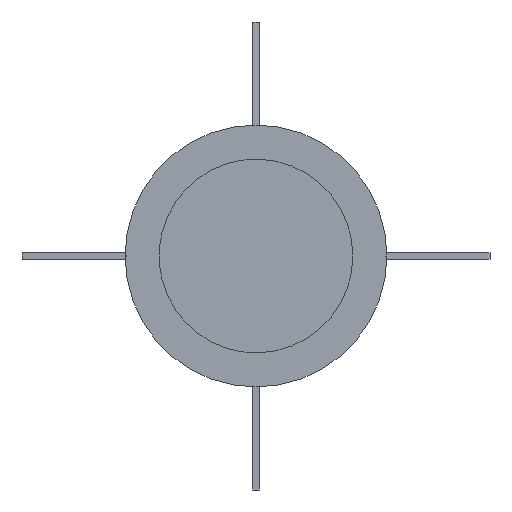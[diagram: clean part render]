
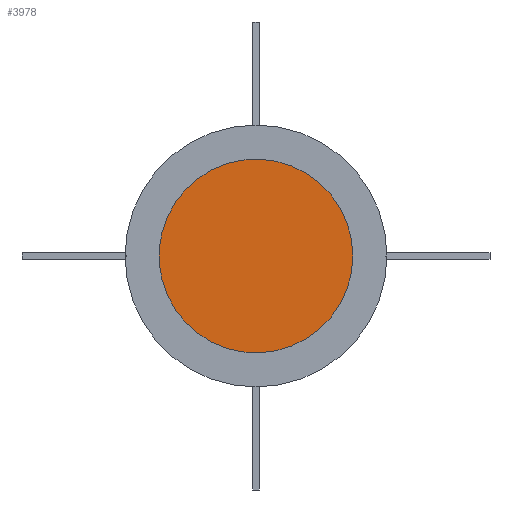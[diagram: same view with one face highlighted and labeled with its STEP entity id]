
A CAD part, left-side view. The second image highlights one B-rep face of the part: STEP entity #3978.
In plain terms, the highlighted free-form (B-spline) face has degree [1, 1] with [2, 2] control points.
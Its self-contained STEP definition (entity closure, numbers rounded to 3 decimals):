
#3978 = ADVANCED_FACE('',(#3979),#4005,.T.);
#3979 = FACE_BOUND('',#3980,.T.);
#3980 = EDGE_LOOP('',(#3981,#4033));
#3981 = ORIENTED_EDGE('',*,*,#3982,.F.);
#3982 = EDGE_CURVE('',#3983,#3985,#3987,.T.);
#3983 = VERTEX_POINT('',#3984);
#3984 = CARTESIAN_POINT('',(317507.62,-15240.,0.));
#3985 = VERTEX_POINT('',#3986);
#3986 = CARTESIAN_POINT('',(317507.62,15240.,0.));
#3987 = SURFACE_CURVE('',#3988,(#4004),.PCURVE_S1.);
#3988 = B_SPLINE_CURVE_WITH_KNOTS('',3,(#3989,#3990,#3991,#3992,#3993,
    #3994,#3995,#3996,#3997,#3998,#3999,#4000,#4001,#4002,#4003),
  .UNSPECIFIED.,.F.,.F.,(4,1,1,1,1,1,1,1,1,1,1,1,4),(0.,
    0.083,0.167,0.25,0.333,
    0.417,0.5,0.583,0.667,0.75,0.833
    ,0.917,1.),.UNSPECIFIED.);
#3989 = CARTESIAN_POINT('',(317507.62,-15240.,0.));
#3990 = CARTESIAN_POINT('',(317507.62,-15234.102,
    -1359.601));
#3991 = CARTESIAN_POINT('',(317507.62,-14892.566,
    -3975.936));
#3992 = CARTESIAN_POINT('',(317507.62,-13349.122,
    -7711.236));
#3993 = CARTESIAN_POINT('',(317507.62,-10900.308,
    -10899.122));
#3994 = CARTESIAN_POINT('',(317507.62,-7707.49,
    -13350.122));
#3995 = CARTESIAN_POINT('',(317507.62,-3989.731,
    -14889.753));
#3996 = CARTESIAN_POINT('',(317507.62,0.,
    -15415.124));
#3997 = CARTESIAN_POINT('',(317507.62,3989.731,
    -14889.753));
#3998 = CARTESIAN_POINT('',(317507.62,7707.49,
    -13350.122));
#3999 = CARTESIAN_POINT('',(317507.62,10900.308,
    -10899.122));
#4000 = CARTESIAN_POINT('',(317507.62,13349.122,
    -7711.236));
#4001 = CARTESIAN_POINT('',(317507.62,14892.566,
    -3975.936));
#4002 = CARTESIAN_POINT('',(317507.62,15234.102,
    -1359.601));
#4003 = CARTESIAN_POINT('',(317507.62,15240.,0.));
#4004 = PCURVE('',#4005,#4010);
#4005 = B_SPLINE_SURFACE_WITH_KNOTS('',1,1,(
    (#4006,#4007)
    ,(#4008,#4009
    )),.UNSPECIFIED.,.F.,.F.,.F.,(2,2),(2,2),(-624.,624.),(-624.,624.),
  .PIECEWISE_BEZIER_KNOTS.);
#4006 = CARTESIAN_POINT('',(317507.62,-15849.6,15849.6));
#4007 = CARTESIAN_POINT('',(317507.62,-15849.6,-15849.6)
  );
#4008 = CARTESIAN_POINT('',(317507.62,15849.6,15849.6));
#4009 = CARTESIAN_POINT('',(317507.62,15849.6,-15849.6));
#4010 = DEFINITIONAL_REPRESENTATION('',(#4011),#4032);
#4011 = B_SPLINE_CURVE_WITH_KNOTS('',10,(#4012,#4013,#4014,#4015,#4016,
    #4017,#4018,#4019,#4020,#4021,#4022,#4023,#4024,#4025,#4026,#4027,
    #4028,#4029,#4030,#4031),.UNSPECIFIED.,.F.,.F.,(11,9,11),(0.,
    0.5,1.),.UNSPECIFIED.);
#4012 = CARTESIAN_POINT('',(-600.,0.));
#4013 = CARTESIAN_POINT('',(-600.3,96.35));
#4014 = CARTESIAN_POINT('',(-582.097,188.437));
#4015 = CARTESIAN_POINT('',(-554.103,270.603));
#4016 = CARTESIAN_POINT('',(-497.417,381.744));
#4017 = CARTESIAN_POINT('',(-442.836,421.082));
#4018 = CARTESIAN_POINT('',(-362.244,513.208));
#4019 = CARTESIAN_POINT('',(-280.027,546.526));
#4020 = CARTESIAN_POINT('',(-188.431,584.27));
#4021 = CARTESIAN_POINT('',(-94.246,600.));
#4022 = CARTESIAN_POINT('',(94.246,600.));
#4023 = CARTESIAN_POINT('',(188.431,584.27));
#4024 = CARTESIAN_POINT('',(280.027,546.526));
#4025 = CARTESIAN_POINT('',(362.244,513.208));
#4026 = CARTESIAN_POINT('',(442.836,421.082));
#4027 = CARTESIAN_POINT('',(497.417,381.744));
#4028 = CARTESIAN_POINT('',(554.103,270.603));
#4029 = CARTESIAN_POINT('',(582.097,188.437));
#4030 = CARTESIAN_POINT('',(600.3,96.35));
#4031 = CARTESIAN_POINT('',(600.,0.));
#4032 = ( GEOMETRIC_REPRESENTATION_CONTEXT(2) 
PARAMETRIC_REPRESENTATION_CONTEXT() REPRESENTATION_CONTEXT('2D SPACE',''
  ) );
#4033 = ORIENTED_EDGE('',*,*,#4034,.T.);
#4034 = EDGE_CURVE('',#3983,#3985,#4035,.T.);
#4035 = SURFACE_CURVE('',#4036,(#4052),.PCURVE_S1.);
#4036 = B_SPLINE_CURVE_WITH_KNOTS('',3,(#4037,#4038,#4039,#4040,#4041,
    #4042,#4043,#4044,#4045,#4046,#4047,#4048,#4049,#4050,#4051),
  .UNSPECIFIED.,.F.,.F.,(4,1,1,1,1,1,1,1,1,1,1,1,4),(0.,
    0.083,0.167,0.25,0.333,
    0.417,0.5,0.583,0.667,0.75,0.833
    ,0.917,1.),.UNSPECIFIED.);
#4037 = CARTESIAN_POINT('',(317507.62,-15240.,0.));
#4038 = CARTESIAN_POINT('',(317507.62,-15234.102,
    1359.601));
#4039 = CARTESIAN_POINT('',(317507.62,-14892.566,
    3975.936));
#4040 = CARTESIAN_POINT('',(317507.62,-13349.122,
    7711.236));
#4041 = CARTESIAN_POINT('',(317507.62,-10900.308,
    10899.122));
#4042 = CARTESIAN_POINT('',(317507.62,-7707.49,
    13350.122));
#4043 = CARTESIAN_POINT('',(317507.62,-3989.731,
    14889.753));
#4044 = CARTESIAN_POINT('',(317507.62,0.,
    15415.124));
#4045 = CARTESIAN_POINT('',(317507.62,3989.731,
    14889.753));
#4046 = CARTESIAN_POINT('',(317507.62,7707.49,
    13350.122));
#4047 = CARTESIAN_POINT('',(317507.62,10900.308,
    10899.122));
#4048 = CARTESIAN_POINT('',(317507.62,13349.122,
    7711.236));
#4049 = CARTESIAN_POINT('',(317507.62,14892.566,
    3975.936));
#4050 = CARTESIAN_POINT('',(317507.62,15234.102,
    1359.601));
#4051 = CARTESIAN_POINT('',(317507.62,15240.,0.));
#4052 = PCURVE('',#4005,#4053);
#4053 = DEFINITIONAL_REPRESENTATION('',(#4054),#4075);
#4054 = B_SPLINE_CURVE_WITH_KNOTS('',10,(#4055,#4056,#4057,#4058,#4059,
    #4060,#4061,#4062,#4063,#4064,#4065,#4066,#4067,#4068,#4069,#4070,
    #4071,#4072,#4073,#4074),.UNSPECIFIED.,.F.,.F.,(11,9,11),(0.,
    0.5,1.),.UNSPECIFIED.);
#4055 = CARTESIAN_POINT('',(-600.,0.));
#4056 = CARTESIAN_POINT('',(-600.3,-96.35));
#4057 = CARTESIAN_POINT('',(-582.097,-188.437));
#4058 = CARTESIAN_POINT('',(-554.103,-270.603));
#4059 = CARTESIAN_POINT('',(-497.417,-381.744));
#4060 = CARTESIAN_POINT('',(-442.836,-421.082));
#4061 = CARTESIAN_POINT('',(-362.244,-513.208));
#4062 = CARTESIAN_POINT('',(-280.027,-546.526));
#4063 = CARTESIAN_POINT('',(-188.431,-584.27));
#4064 = CARTESIAN_POINT('',(-94.246,-600.));
#4065 = CARTESIAN_POINT('',(94.246,-600.));
#4066 = CARTESIAN_POINT('',(188.431,-584.27));
#4067 = CARTESIAN_POINT('',(280.027,-546.526));
#4068 = CARTESIAN_POINT('',(362.244,-513.208));
#4069 = CARTESIAN_POINT('',(442.836,-421.082));
#4070 = CARTESIAN_POINT('',(497.417,-381.744));
#4071 = CARTESIAN_POINT('',(554.103,-270.603));
#4072 = CARTESIAN_POINT('',(582.097,-188.437));
#4073 = CARTESIAN_POINT('',(600.3,-96.35));
#4074 = CARTESIAN_POINT('',(600.,0.));
#4075 = ( GEOMETRIC_REPRESENTATION_CONTEXT(2) 
PARAMETRIC_REPRESENTATION_CONTEXT() REPRESENTATION_CONTEXT('2D SPACE',''
  ) );
